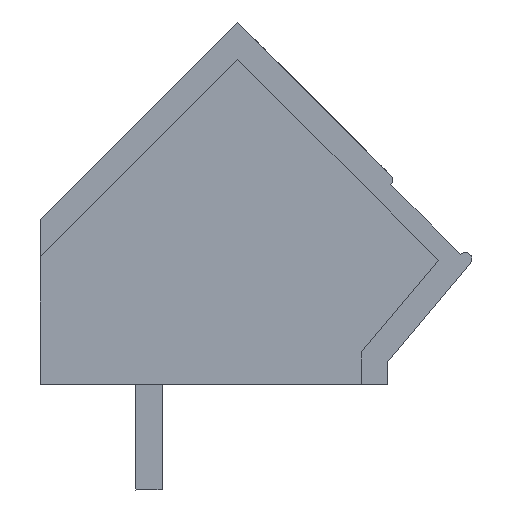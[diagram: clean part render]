
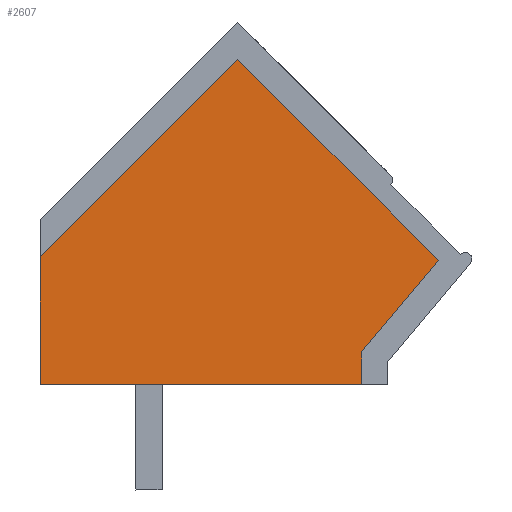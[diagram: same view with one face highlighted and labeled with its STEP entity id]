
A CAD part, left-side view. The second image highlights one B-rep face of the part: STEP entity #2607.
In plain terms, the highlighted planar face has unit normal (-1, 0, 0).
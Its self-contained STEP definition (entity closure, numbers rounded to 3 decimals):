
#2597=AXIS2_PLACEMENT_3D('Plane Axis2P3D',#2594,#2595,#2596) ;
#363=CARTESIAN_POINT('Vertex',(0.3,3.346,3.2)) ;
#366=CARTESIAN_POINT('Line Origine',(0.3,8.223,3.2)) ;
#370=CARTESIAN_POINT('Vertex',(0.3,13.1,3.2)) ;
#1332=CARTESIAN_POINT('Line Origine',(0.3,13.1,5.139)) ;
#1336=CARTESIAN_POINT('Vertex',(0.3,13.1,7.078)) ;
#1414=CARTESIAN_POINT('Line Origine',(0.3,10.105,10.073)) ;
#1418=CARTESIAN_POINT('Vertex',(0.3,7.11,13.069)) ;
#1439=CARTESIAN_POINT('Line Origine',(0.3,4.061,10.02)) ;
#1443=CARTESIAN_POINT('Vertex',(0.3,1.013,6.972)) ;
#1464=CARTESIAN_POINT('Line Origine',(0.3,2.18,5.582)) ;
#1468=CARTESIAN_POINT('Vertex',(0.3,3.346,4.191)) ;
#1489=CARTESIAN_POINT('Line Origine',(0.3,3.346,3.696)) ;
#2594=CARTESIAN_POINT('Axis2P3D Location',(0.3,4.168,11.258)) ;
#367=DIRECTION('Vector Direction',(0.,-1.,0.)) ;
#1333=DIRECTION('Vector Direction',(0.,0.,-1.)) ;
#1415=DIRECTION('Vector Direction',(0.,-0.707,0.707)) ;
#1440=DIRECTION('Vector Direction',(0.,-0.707,-0.707)) ;
#1465=DIRECTION('Vector Direction',(0.,0.643,-0.766)) ;
#1490=DIRECTION('Vector Direction',(0.,0.,-1.)) ;
#2595=DIRECTION('Axis2P3D Direction',(-1.,-0.,0.)) ;
#2596=DIRECTION('Axis2P3D XDirection',(0.,-0.707,-0.707)) ;
#368=VECTOR('Line Direction',#367,1.) ;
#1334=VECTOR('Line Direction',#1333,1.) ;
#1416=VECTOR('Line Direction',#1415,1.) ;
#1441=VECTOR('Line Direction',#1440,1.) ;
#1466=VECTOR('Line Direction',#1465,1.) ;
#1491=VECTOR('Line Direction',#1490,1.) ;
#2600=ORIENTED_EDGE('',*,*,#1420,.F.) ;
#2601=ORIENTED_EDGE('',*,*,#1338,.T.) ;
#2602=ORIENTED_EDGE('',*,*,#372,.T.) ;
#2603=ORIENTED_EDGE('',*,*,#1493,.F.) ;
#2604=ORIENTED_EDGE('',*,*,#1470,.F.) ;
#2605=ORIENTED_EDGE('',*,*,#1445,.F.) ;
#2607=ADVANCED_FACE('HOUSING',(#2606),#2598,.T.) ;
#372=EDGE_CURVE('',#371,#364,#369,.T.) ;
#1338=EDGE_CURVE('',#1337,#371,#1335,.T.) ;
#1420=EDGE_CURVE('',#1337,#1419,#1417,.T.) ;
#1445=EDGE_CURVE('',#1419,#1444,#1442,.T.) ;
#1470=EDGE_CURVE('',#1444,#1469,#1467,.T.) ;
#1493=EDGE_CURVE('',#1469,#364,#1492,.T.) ;
#2599=EDGE_LOOP('',(#2600,#2601,#2602,#2603,#2604,#2605)) ;
#2606=FACE_OUTER_BOUND('',#2599,.T.) ;
#369=LINE('Line',#366,#368) ;
#1335=LINE('Line',#1332,#1334) ;
#1417=LINE('Line',#1414,#1416) ;
#1442=LINE('Line',#1439,#1441) ;
#1467=LINE('Line',#1464,#1466) ;
#1492=LINE('Line',#1489,#1491) ;
#2598=PLANE('',#2597) ;
#364=VERTEX_POINT('',#363) ;
#371=VERTEX_POINT('',#370) ;
#1337=VERTEX_POINT('',#1336) ;
#1419=VERTEX_POINT('',#1418) ;
#1444=VERTEX_POINT('',#1443) ;
#1469=VERTEX_POINT('',#1468) ;
